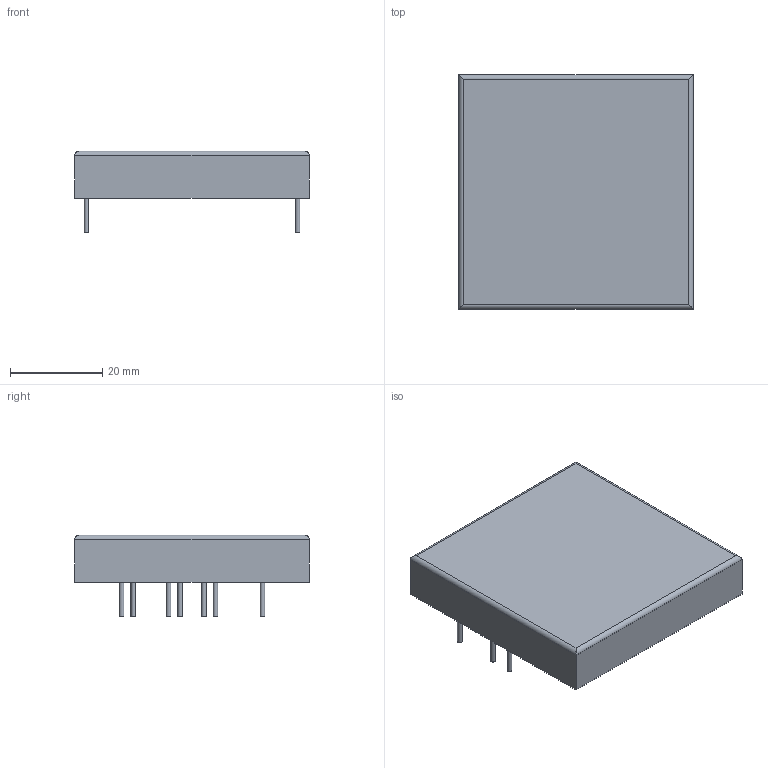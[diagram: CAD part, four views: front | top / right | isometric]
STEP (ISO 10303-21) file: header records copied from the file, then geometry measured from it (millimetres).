
FILE_DESCRIPTION(('FreeCAD Model'),'2;1');
FILE_NAME('PTS25_Serise.step','2020-08-18T16:15:58',('Author' ),(''),'Open CASCADE STEP processor 7.3','FreeCAD','Unknown');
FILE_SCHEMA(('AUTOMOTIVE_DESIGN { 1 0 10303 214 1 1 1 1 }'));
Length unit declared in the file: millimetre
Products named in the file (1): Body
Bounding box: 50.8 x 50.8 x 17.66 mm (x, y, z)
Volume: 26217.3 mm3; surface area: 7302.9 mm2
Topology: 1 solids, 1 shells, 24 faces, 41 edges, 26 vertices
Faces by surface type: plane 13, cylinder 11
Full cylindrical faces by diameter (mm): 1 x7
Entity records: 1194 total; most frequent: CARTESIAN_POINT 280, DIRECTION 176, LINE 83, VECTOR 83, ORIENTED_EDGE 82, PCURVE 82, DEFINITIONAL_REPRESENTATION 82, AXIS2_PLACEMENT_3D 43
